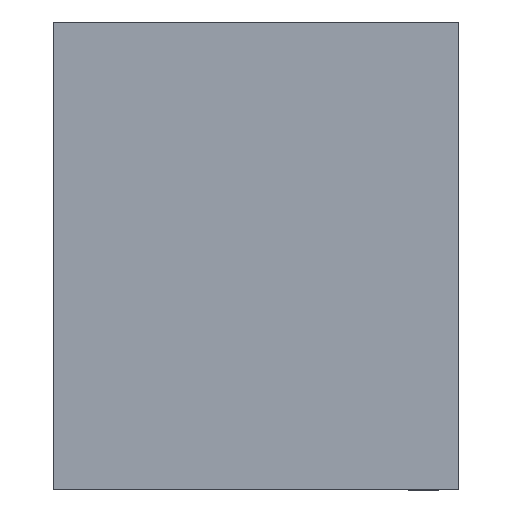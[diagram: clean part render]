
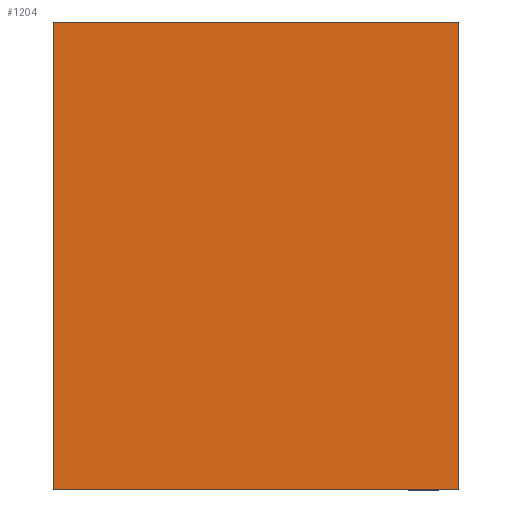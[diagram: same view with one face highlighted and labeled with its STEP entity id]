
A CAD part, left-side view. The second image highlights one B-rep face of the part: STEP entity #1204.
In plain terms, the highlighted planar face has unit normal (-1, 0, 0).
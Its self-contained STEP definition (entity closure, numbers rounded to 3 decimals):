
#30 = DIRECTION ( 'NONE',  ( 0., -1., 0. ) ) ;
#45 = LINE ( 'NONE', #105, #1023 ) ;
#91 = EDGE_CURVE ( 'NONE', #521, #718, #1049, .T. ) ;
#105 = CARTESIAN_POINT ( 'NONE',  ( -0.3, 0., 0.15 ) ) ;
#200 = LINE ( 'NONE', #405, #320 ) ;
#213 = FACE_OUTER_BOUND ( 'NONE', #826, .T. ) ;
#217 = EDGE_CURVE ( 'NONE', #718, #352, #728, .T. ) ;
#222 = VECTOR ( 'NONE', #30, 1000. ) ;
#250 = ORIENTED_EDGE ( 'NONE', *, *, #638, .F. ) ;
#267 = AXIS2_PLACEMENT_3D ( 'NONE', #500, #393, #307 ) ;
#292 = CARTESIAN_POINT ( 'NONE',  ( -0.3, 0.26, 0.15 ) ) ;
#307 = DIRECTION ( 'NONE',  ( 0., 0., -1. ) ) ;
#320 = VECTOR ( 'NONE', #508, 1000. ) ;
#352 = VERTEX_POINT ( 'NONE', #1089 ) ;
#393 = DIRECTION ( 'NONE',  ( 1., 0., 0. ) ) ;
#398 = PLANE ( 'NONE',  #267 ) ;
#405 = CARTESIAN_POINT ( 'NONE',  ( -0.3, 0., 0.15 ) ) ;
#423 = ORIENTED_EDGE ( 'NONE', *, *, #611, .F. ) ;
#435 = VERTEX_POINT ( 'NONE', #1043 ) ;
#500 = CARTESIAN_POINT ( 'NONE',  ( -0.3, 0., 0.15 ) ) ;
#508 = DIRECTION ( 'NONE',  ( 0., 0., -1. ) ) ;
#521 = VERTEX_POINT ( 'NONE', #1160 ) ;
#611 = EDGE_CURVE ( 'NONE', #521, #435, #45, .T. ) ;
#638 = EDGE_CURVE ( 'NONE', #435, #352, #200, .T. ) ;
#718 = VERTEX_POINT ( 'NONE', #1078 ) ;
#728 = LINE ( 'NONE', #775, #222 ) ;
#775 = CARTESIAN_POINT ( 'NONE',  ( -0.3, 0., -0.15 ) ) ;
#800 = ORIENTED_EDGE ( 'NONE', *, *, #91, .T. ) ;
#826 = EDGE_LOOP ( 'NONE', ( #1026, #250, #423, #800 ) ) ;
#967 = VECTOR ( 'NONE', #1217, 1000. ) ;
#1023 = VECTOR ( 'NONE', #1152, 1000. ) ;
#1026 = ORIENTED_EDGE ( 'NONE', *, *, #217, .T. ) ;
#1043 = CARTESIAN_POINT ( 'NONE',  ( -0.3, 0., 0.15 ) ) ;
#1049 = LINE ( 'NONE', #292, #967 ) ;
#1078 = CARTESIAN_POINT ( 'NONE',  ( -0.3, 0.26, -0.15 ) ) ;
#1089 = CARTESIAN_POINT ( 'NONE',  ( -0.3, 0., -0.15 ) ) ;
#1152 = DIRECTION ( 'NONE',  ( 0., -1., 0. ) ) ;
#1160 = CARTESIAN_POINT ( 'NONE',  ( -0.3, 0.26, 0.15 ) ) ;
#1204 = ADVANCED_FACE ( 'NONE', ( #213 ), #398, .F. ) ;
#1217 = DIRECTION ( 'NONE',  ( 0., 0., -1. ) ) ;
